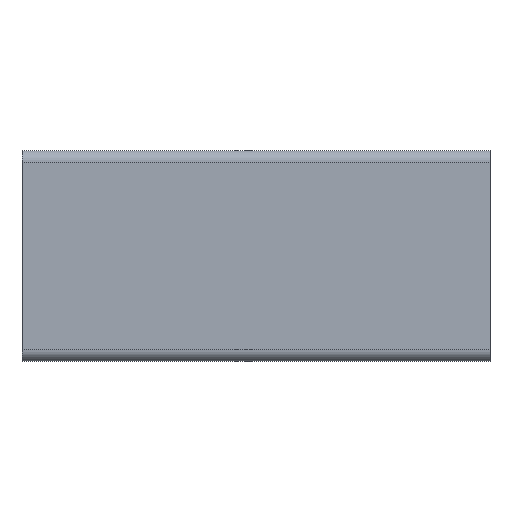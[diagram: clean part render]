
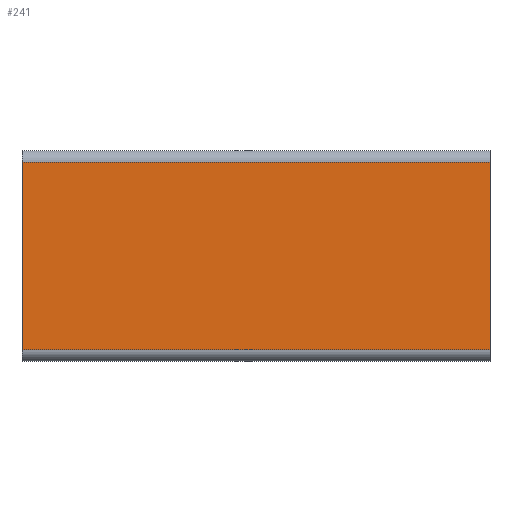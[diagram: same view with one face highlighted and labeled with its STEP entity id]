
A CAD part, front view. The second image highlights one B-rep face of the part: STEP entity #241.
In plain terms, the highlighted planar face has unit normal (0, -1, 0).
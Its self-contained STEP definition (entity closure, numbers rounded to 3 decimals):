
#8 = VERTEX_POINT ( 'NONE', #1179 ) ;
#44 = DIRECTION ( 'NONE',  ( 0., 0., -1. ) ) ;
#78 = DIRECTION ( 'NONE',  ( 0., 0., -1. ) ) ;
#139 = CARTESIAN_POINT ( 'NONE',  ( 41.509, 48.297, -20. ) ) ;
#149 = FACE_OUTER_BOUND ( 'NONE', #735, .T. ) ;
#241 = ADVANCED_FACE ( 'NONE', ( #149 ), #1027, .F. ) ;
#272 = CARTESIAN_POINT ( 'NONE',  ( 41.509, 48.297, -20. ) ) ;
#348 = CARTESIAN_POINT ( 'NONE',  ( -58.491, 48.297, -20. ) ) ;
#363 = VECTOR ( 'NONE', #44, 1000. ) ;
#372 = ORIENTED_EDGE ( 'NONE', *, *, #575, .F. ) ;
#438 = ORIENTED_EDGE ( 'NONE', *, *, #552, .T. ) ;
#443 = DIRECTION ( 'NONE',  ( 0., 1., 0. ) ) ;
#455 = AXIS2_PLACEMENT_3D ( 'NONE', #139, #443, #834 ) ;
#507 = LINE ( 'NONE', #1259, #996 ) ;
#552 = EDGE_CURVE ( 'NONE', #1226, #8, #507, .T. ) ;
#575 = EDGE_CURVE ( 'NONE', #1192, #1089, #1214, .T. ) ;
#637 = ORIENTED_EDGE ( 'NONE', *, *, #731, .T. ) ;
#693 = CARTESIAN_POINT ( 'NONE',  ( 41.509, 48.297, 20. ) ) ;
#718 = ORIENTED_EDGE ( 'NONE', *, *, #1081, .F. ) ;
#731 = EDGE_CURVE ( 'NONE', #8, #1089, #1152, .T. ) ;
#735 = EDGE_LOOP ( 'NONE', ( #637, #372, #718, #438 ) ) ;
#760 = CARTESIAN_POINT ( 'NONE',  ( 41.509, 48.297, -20. ) ) ;
#772 = DIRECTION ( 'NONE',  ( -1., 0., 0. ) ) ;
#795 = CARTESIAN_POINT ( 'NONE',  ( 41.509, 48.297, -20. ) ) ;
#834 = DIRECTION ( 'NONE',  ( 0., 0., 1. ) ) ;
#979 = DIRECTION ( 'NONE',  ( -1., 0., 0. ) ) ;
#996 = VECTOR ( 'NONE', #772, 1000. ) ;
#1008 = LINE ( 'NONE', #272, #1210 ) ;
#1027 = PLANE ( 'NONE',  #455 ) ;
#1059 = CARTESIAN_POINT ( 'NONE',  ( -58.491, 48.297, -20. ) ) ;
#1081 = EDGE_CURVE ( 'NONE', #1226, #1192, #1008, .T. ) ;
#1089 = VERTEX_POINT ( 'NONE', #1059 ) ;
#1152 = LINE ( 'NONE', #348, #363 ) ;
#1179 = CARTESIAN_POINT ( 'NONE',  ( -58.491, 48.297, 20. ) ) ;
#1192 = VERTEX_POINT ( 'NONE', #795 ) ;
#1210 = VECTOR ( 'NONE', #78, 1000. ) ;
#1214 = LINE ( 'NONE', #760, #1225 ) ;
#1225 = VECTOR ( 'NONE', #979, 1000. ) ;
#1226 = VERTEX_POINT ( 'NONE', #693 ) ;
#1259 = CARTESIAN_POINT ( 'NONE',  ( 41.509, 48.297, 20. ) ) ;
